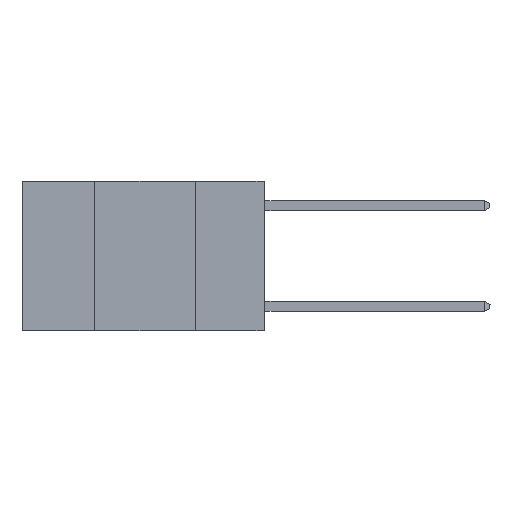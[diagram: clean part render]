
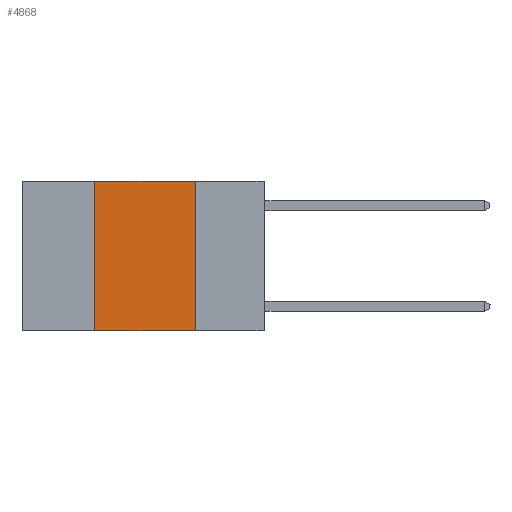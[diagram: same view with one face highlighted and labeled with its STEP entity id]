
A CAD part, left-side view. The second image highlights one B-rep face of the part: STEP entity #4868.
In plain terms, the highlighted planar face has unit normal (-1, 0, 0).
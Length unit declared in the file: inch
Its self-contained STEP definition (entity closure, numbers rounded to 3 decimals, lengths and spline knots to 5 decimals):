
#204 = EDGE_CURVE ( 'NONE', #4531, #14027, #3795, .T. ) ;
#876 = CARTESIAN_POINT ( 'NONE',  ( 0., 0.17, 0. ) ) ;
#1067 = CARTESIAN_POINT ( 'NONE',  ( 0., 0.17, -0.37 ) ) ;
#1470 = CARTESIAN_POINT ( 'NONE',  ( 0., 0.6, 0. ) ) ;
#2247 = LINE ( 'NONE', #10208, #16742 ) ;
#2439 = DIRECTION ( 'NONE',  ( 0., 0., -1. ) ) ;
#2541 = VERTEX_POINT ( 'NONE', #11675 ) ;
#3092 = CARTESIAN_POINT ( 'NONE',  ( 0., 0.6, 0. ) ) ;
#3683 = FACE_OUTER_BOUND ( 'NONE', #3706, .T. ) ;
#3706 = EDGE_LOOP ( 'NONE', ( #7458, #7616, #8360, #9421 ) ) ;
#3795 = LINE ( 'NONE', #1470, #7305 ) ;
#3834 = LINE ( 'NONE', #15201, #18604 ) ;
#4531 = VERTEX_POINT ( 'NONE', #5417 ) ;
#4868 = ADVANCED_FACE ( 'NONE', ( #3683 ), #6192, .F. ) ;
#5275 = CARTESIAN_POINT ( 'NONE',  ( 0., 0.17, 0. ) ) ;
#5417 = CARTESIAN_POINT ( 'NONE',  ( 0., 0.42, 0. ) ) ;
#6192 = PLANE ( 'NONE',  #9772 ) ;
#6275 = VECTOR ( 'NONE', #2439, 39.37008 ) ;
#6724 = LINE ( 'NONE', #876, #6275 ) ;
#7305 = VECTOR ( 'NONE', #16853, 39.37008 ) ;
#7458 = ORIENTED_EDGE ( 'NONE', *, *, #17415, .F. ) ;
#7616 = ORIENTED_EDGE ( 'NONE', *, *, #204, .F. ) ;
#8360 = ORIENTED_EDGE ( 'NONE', *, *, #12008, .F. ) ;
#9054 = DIRECTION ( 'NONE',  ( 0., 0., -1. ) ) ;
#9421 = ORIENTED_EDGE ( 'NONE', *, *, #16939, .T. ) ;
#9772 = AXIS2_PLACEMENT_3D ( 'NONE', #3092, #17541, #9054 ) ;
#10208 = CARTESIAN_POINT ( 'NONE',  ( 0., 0.6, -0.37 ) ) ;
#11675 = CARTESIAN_POINT ( 'NONE',  ( 0., 0.42, -0.37 ) ) ;
#12008 = EDGE_CURVE ( 'NONE', #2541, #4531, #3834, .T. ) ;
#14027 = VERTEX_POINT ( 'NONE', #5275 ) ;
#15201 = CARTESIAN_POINT ( 'NONE',  ( 0., 0.42, 0. ) ) ;
#15906 = DIRECTION ( 'NONE',  ( 0., -1., 0. ) ) ;
#16595 = DIRECTION ( 'NONE',  ( 0., 0., 1. ) ) ;
#16742 = VECTOR ( 'NONE', #15906, 39.37008 ) ;
#16853 = DIRECTION ( 'NONE',  ( 0., -1., 0. ) ) ;
#16939 = EDGE_CURVE ( 'NONE', #2541, #17568, #2247, .T. ) ;
#17415 = EDGE_CURVE ( 'NONE', #14027, #17568, #6724, .T. ) ;
#17541 = DIRECTION ( 'NONE',  ( 1., 0., 0. ) ) ;
#17568 = VERTEX_POINT ( 'NONE', #1067 ) ;
#18604 = VECTOR ( 'NONE', #16595, 39.37008 ) ;
